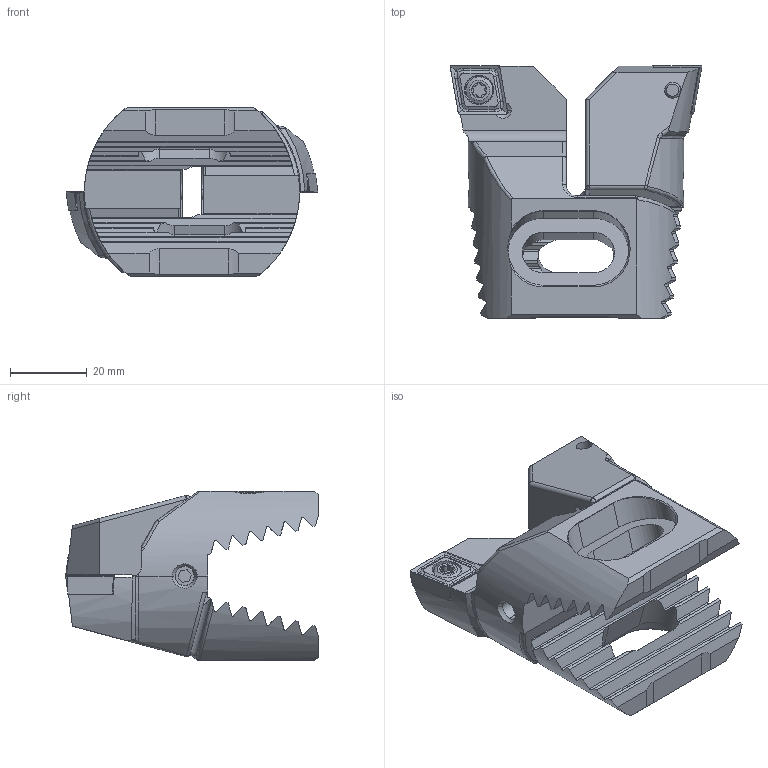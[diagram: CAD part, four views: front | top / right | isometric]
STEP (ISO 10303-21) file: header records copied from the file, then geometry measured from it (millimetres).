
FILE_DESCRIPTION (( 'STEP AP214' ), '1' );
FILE_NAME ('Z55.WCC.001.037.STEP', '2023-09-04T10:01:37', ( '' ), ( '' ), 'SwSTEP 2.0', 'SolidWorks 2017', '' );
FILE_SCHEMA (( 'AUTOMOTIVE_DESIGN' ));
Length unit declared in the file: millimetre
Products named in the file (5): Z55.WCC.001.037; WCC-ER2.001.010_A; Z55-xxx.001.037_C; CCMT120404; Z55-ER3.001.020
Assembly tree (8 placements, depth 2):
  Z55.WCC.001.037
    Z55-xxx.001.037_C  x2
    WCC-ER2.001.010_A  x2
    CCMT120404  x2
    Z55-ER3.001.020  x2
Bounding box: 65.5 x 65.8 x 44.2 mm (x, y, z)
Volume: 62096.4 mm3; surface area: 22847.8 mm2
Topology: 8 solids, 8 shells, 456 faces, 1204 edges, 742 vertices
Faces by surface type: plane 172, cylinder 132, cone 68, bspline 50, torus 22, sphere 12
Entity records: 9459 total; most frequent: CARTESIAN_POINT 2635, ORIENTED_EDGE 1176, DIRECTION 971, EDGE_CURVE 588, VERTEX_POINT 370, AXIS2_PLACEMENT_3D 361, VECTOR 249, LINE 249
